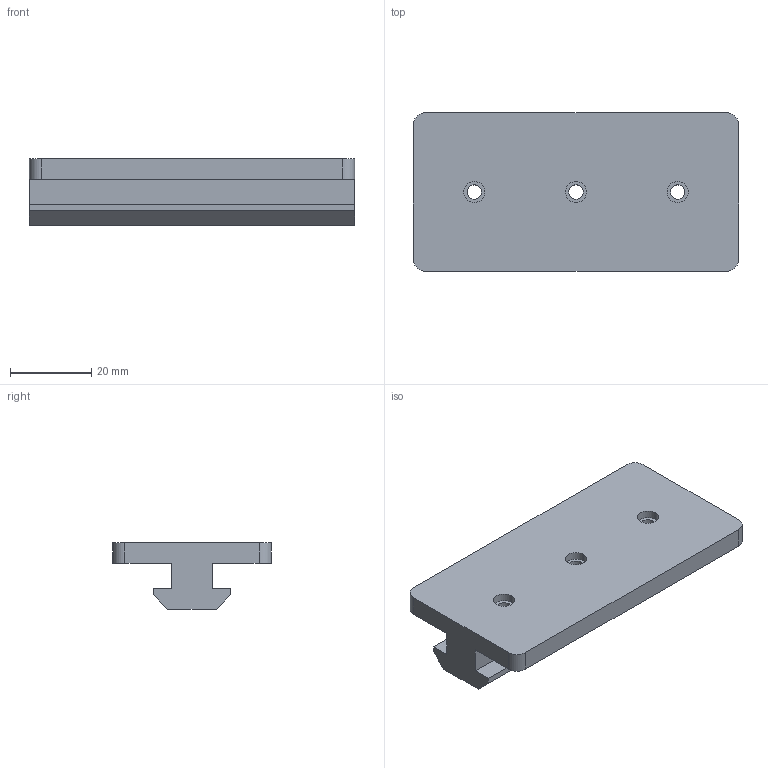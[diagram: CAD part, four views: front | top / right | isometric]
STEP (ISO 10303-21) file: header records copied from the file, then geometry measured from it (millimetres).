
FILE_DESCRIPTION(('STEP AP214'),'1');
FILE_NAME('cctmp_6BA51FCF-1305-445F-8997-B282FADD1408_2020_1_13_15_47_20_938..stp','2020-01-13T14:47:21',('Bosch Rexroth AG'),('CADClick - www.CADClick.com'),'Spatial InterOp 3D',' ','unknown authorization - (Healing Option Enabled)');
FILE_SCHEMA(('AUTOMOTIVE_DESIGN'));
Length unit declared in the file: millimetre
Products named in the file (1): 2020_01_13__15-47-20-938
Bounding box: 80 x 39 x 16.3 mm (x, y, z)
Volume: 26561.1 mm3; surface area: 11159 mm2
Topology: 1 solids, 1 shells, 44 faces, 108 edges, 72 vertices
Faces by surface type: cylinder 22, plane 22
Entity records: 1704 total; most frequent: DIRECTION 242, CARTESIAN_POINT 225, ORIENTED_EDGE 216, EDGE_CURVE 108, AXIS2_PLACEMENT_3D 89, VERTEX_POINT 72, LINE 64, VECTOR 64
